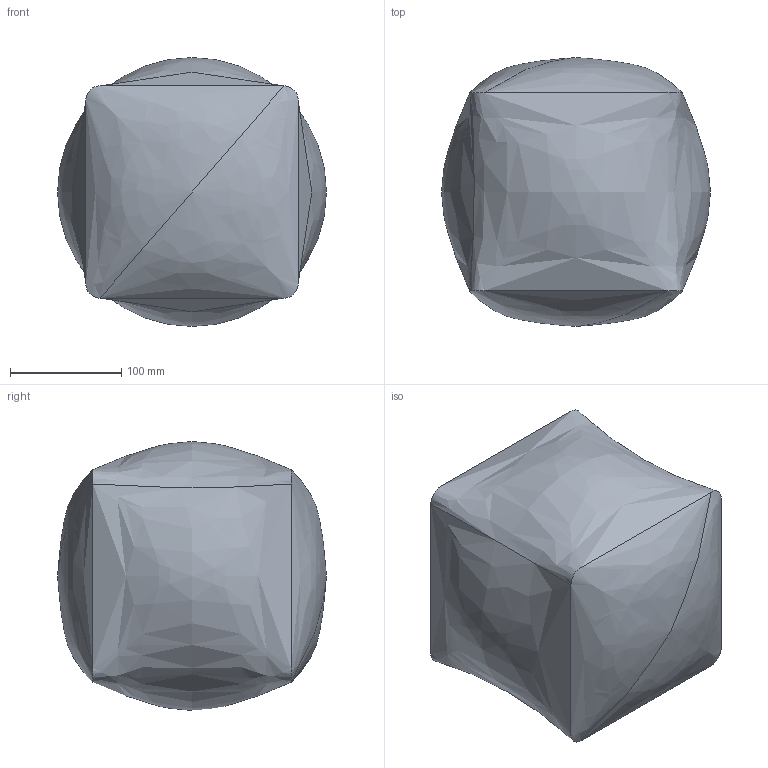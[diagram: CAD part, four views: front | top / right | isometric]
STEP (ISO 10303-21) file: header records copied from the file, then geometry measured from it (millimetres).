
FILE_DESCRIPTION (( 'STEP AP214' ), '1' );
FILE_NAME ('am-4700_bpc Cube.STEP', '2023-01-10T15:37:53', ( '' ), ( '' ), 'SwSTEP 2.0', 'SolidWorks 2022', '' );
FILE_SCHEMA (( 'AUTOMOTIVE_DESIGN' ));
Length unit declared in the file: millimetre
Products named in the file (1): am-4700_bpc Cube
Bounding box: 241.3 x 241.3 x 241.3 mm (x, y, z)
Volume: 8707388 mm3; surface area: 214721 mm2
Topology: 1 solids, 1 shells, 6 faces, 26 edges, 18 vertices
Faces by surface type: bspline 6
Entity records: 4272 total; most frequent: CARTESIAN_POINT 4085, ORIENTED_EDGE 44, EDGE_CURVE 22, VERTEX_POINT 18, B_SPLINE_CURVE_WITH_KNOTS 14, DIRECTION 10, VECTOR 8, LINE 8
